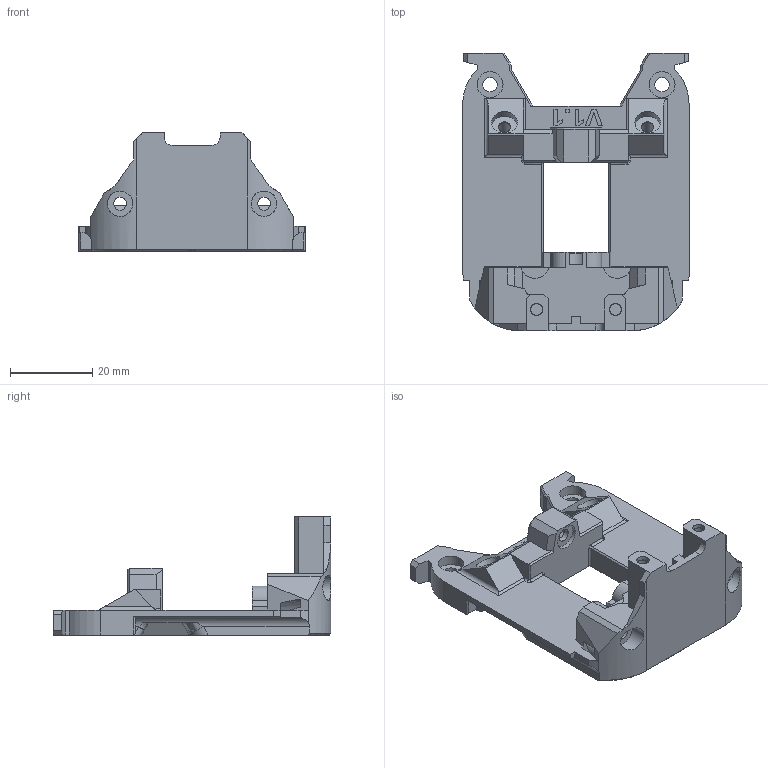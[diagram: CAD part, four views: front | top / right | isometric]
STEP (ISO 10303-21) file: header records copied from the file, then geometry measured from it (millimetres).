
FILE_DESCRIPTION(/* description */ ('STEP AP242 Edition 2','CAx-IF Rec.Pracs.---Representation and Presentation of Product Manufacturing Information (PMI)---4.0---2014-10-13','CAx-IF Rec.Pracs.---3D Tessellated Geometry---0.4---2014-09-14','2;1','CAx-IF Rec.Pracs.---User Defined Attributes---1.5---2016-08-15'),/* implementation_level */ '2;1');
FILE_NAME(/* name */ '6956b960b3dc59d1f6754ae2',/* time_stamp */ '2026-01-01T18:13:53Z',/* author */ (''),/* organization */ (''),/* preprocessor_version */ 'ST-DEVELOPER v20',/* originating_system */ 'ONSHAPE BY PTC INC, 1.208',/* authorisation */ ' ');
FILE_SCHEMA (('AP242_MANAGED_MODEL_BASED_3D_ENGINEERING_MIM_LF { 1 0 10303 442 3 1 4 }'));
Length unit declared in the file: metre
Products named in the file (1): Plate (1)
Bounding box: 54.97 x 67.5 x 28.72 mm (x, y, z)
Volume: 23070.5 mm3; surface area: 12005.1 mm2
Topology: 1 solids, 1 shells, 382 faces, 1008 edges, 656 vertices
Faces by surface type: plane 304, cylinder 70, bspline 4, cone 4
Full cylindrical faces by diameter (mm): 1.8 x1, 2 x1, 2.8 x4, 3 x4, 3.1 x3, 3.5 x2, 4.7 x2, 6.1 x1, 6.2 x4, 6.3 x3
Entity records: 11670 total; most frequent: CARTESIAN_POINT 2280, ORIENTED_EDGE 1942, DIRECTION 1851, EDGE_CURVE 971, LINE 793, VECTOR 793, VERTEX_POINT 645, AXIS2_PLACEMENT_3D 529
